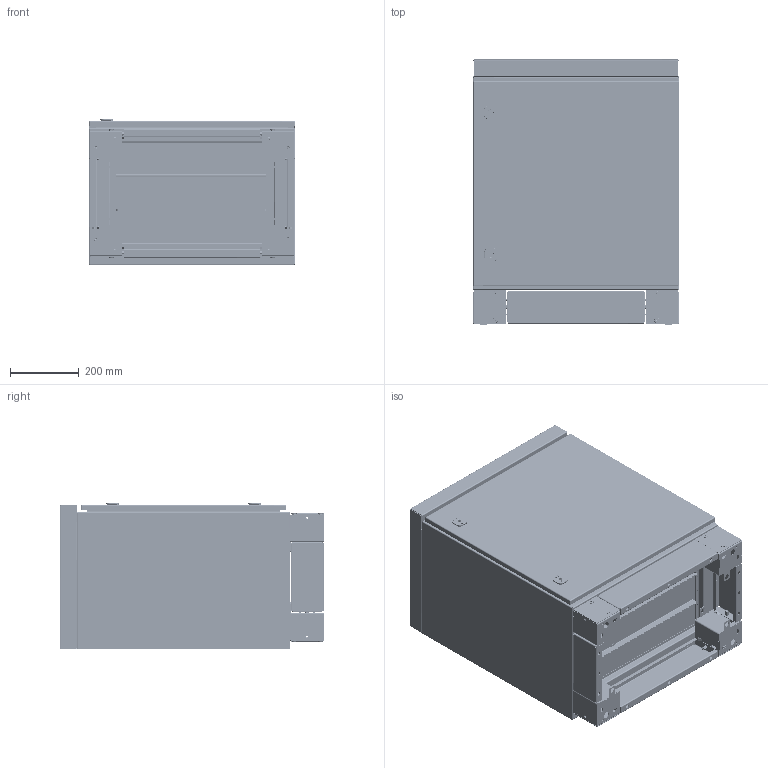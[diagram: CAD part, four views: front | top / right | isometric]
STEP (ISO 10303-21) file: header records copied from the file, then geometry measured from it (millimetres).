
FILE_DESCRIPTION (( 'STEP AP214' ), '1' );
FILE_NAME ('576.400.STEP', '2025-12-02T03:59:09', ( '' ), ( '' ), 'SwSTEP 2.0', 'SolidWorks 2021', '' );
FILE_SCHEMA (( 'AUTOMOTIVE_DESIGN' ));
Length unit declared in the file: millimetre
Products named in the file (49): Ïðîñòàâêà 14ìì; 絊膰錪 W600H100D400; 58.060.060.00-04; 58.060.060.00-02; Ãàéêà M8 DIN6923.step; Ãàéêà M6 DIN6923.step; Âòóëêà øàðíèðà; 708.000.02; 58.060.000.00-151; Çàêëåïêà ðåçüáîâàÿ Ì6 øåñòèãðàííàÿ ñ óìåíüøåííûì áîðòîì; din_6798_a_8_4-fst.stp; Øàéáà îöèíêîâàííàÿ Ì8; Ïðîôèëü äâåðíîé; 57.060.000.40-03; 708.100.01; 710.160 眈翴錪; Óïëîòíèòåëü; 57.060.060.00-04 捘; 708.100.03; Øàðíèð îòâåòíàÿ ÷àñòü; 58.000.060.40-07; ﾇ瑟鶴 浯 鶯; 58.000.060.00; 58.000.060.40-08; Âèíò Ì6õ16 ìåáåëüíûé; Øàðíèð ïðèâàðíàÿ ÷àñòü; 剒蜲錪; Øïèëüêà ïðèâàðíàÿ Ì6õ25; 576.400; Çàêëåïêà ðåçüáîâàÿ Ì8 øåñòèãðàííàÿ ñ óìåíüøåííûì áîðòîì; 710.140; Ëè÷èíêà; 710.140 眈翴錪; 58.060.000.00-152; Ñêîáà; Øïèëüêà ïðèâàðíàÿ Ì6õ16; 57.060.000.40-03 捘; 708.100; 58.060.060.00-01; 708.000.02-2 ...
Assembly tree (129 placements, depth 4):
  576.400
    57.060.060.40-02 捘
      58.060.060.00-02
      58.000.060.40-07
      58.000.060.40-08
      58.060.000.00-151
      58.060.000.00-152
      Çàêëåïêà ðåçüáîâàÿ Ì8 øåñòèãðàííàÿ ñ óìåíüøåííûì áîðòîì  x8
      Øïèëüêà ïðèâàðíàÿ Ì6õ25  x4
      Øïèëüêà ïðèâàðíàÿ Ì6õ16  x10
    57.060.060.00-04 捘
      58.060.060.00-04
      Çàêëåïêà ðåçüáîâàÿ Ì6 øåñòèãðàííàÿ ñ óìåíüøåííûì áîðòîì  x4
    57.060.060.00-01 捘
      58.060.060.00-01
      Ãàñêåòèíã òóìáû w600
      Øàðíèð ïðèâàðíàÿ ÷àñòü  x2
      Ïðîôèëü äâåðíîé  x2
      Øïèëüêà ïðèâàðíàÿ Ì6õ16  x2
    絊膰錪 W600H100D400
      708.100  x4
        708.000.02
        708.100.01
        708.100.03
        708.000.02-2
        Çàêëåïêà ðåçüáîâàÿ Ì6 øåñòèãðàííàÿ ñ óìåíüøåííûì áîðòîì
        Âèíò Ì6õ16 ìåáåëüíûé
      710.160  x2
        710.160 眈翴錪
        Çàêëåïêà ðåçüáîâàÿ Ì6 øåñòèãðàííàÿ ñ óìåíüøåííûì áîðòîì
      710.140  x2
        710.140 眈翴錪
        Çàêëåïêà ðåçüáîâàÿ Ì6 øåñòèãðàííàÿ ñ óìåíüøåííûì áîðòîì
    636.101  x3
    58.000.060.00  x4
    Ïðîñòàâêà 14ìì  x4
    Âòóëêà øàðíèðà  x2
    Øàðíèð âíåøíÿÿ ÷àñòü  x2
    Øàðíèð îòâåòíàÿ ÷àñòü  x2
    ﾇ瑟鶴 浯 鶯  x2
      Êîðïóñ ñ ëîãîòèïîì
      Ëè÷èíêà
      剒蜲錪
      Ñêîáà
      Óïëîòíèòåëü
    妈眚 DIN 912-󋔉6-Zn  x7
    Øàéáà îöèíêîâàííàÿ Ì8  x7
    Ãàéêà M8 DIN6923.step  x6
    Ãàéêà M6 DIN6923.step  x12
    din_6798_a_8_4-fst.stp
    Âèíò Ì5õ10 ñ ïîëóêð. ãîëîâêîé  x2
    57.060.000.40-03 捘
      57.060.000.40-03
      Øïèëüêà ïðèâàðíàÿ Ì6õ16  x2
Bounding box: 600.5 x 770.8 x 426.7 mm (x, y, z)
Volume: 5039781.7 mm3; surface area: 6340505.5 mm2
Topology: 149 solids, 149 shells, 9172 faces, 24158 edges, 15394 vertices
Faces by surface type: plane 4244, cylinder 3815, cone 512, bspline 355, torus 242, sphere 4
Entity records: 142325 total; most frequent: CARTESIAN_POINT 52218, ORIENTED_EDGE 19186, DIRECTION 15266, EDGE_CURVE 9593, VERTEX_POINT 6102, AXIS2_PLACEMENT_3D 5264, LINE 4738, VECTOR 4738
